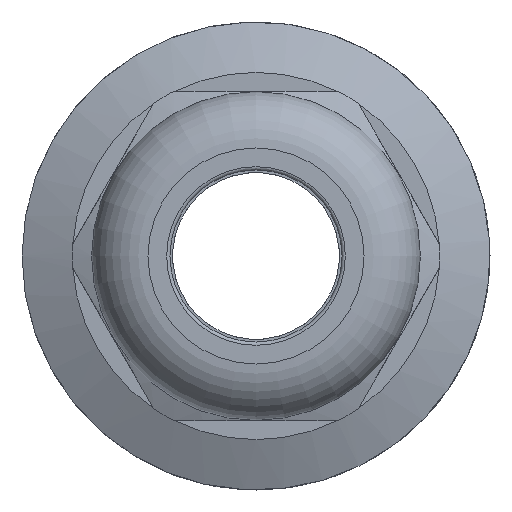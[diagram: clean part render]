
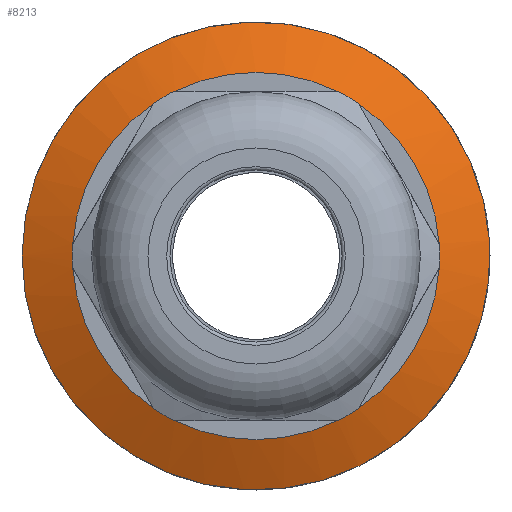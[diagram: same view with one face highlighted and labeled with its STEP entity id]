
A CAD part, left-side view. The second image highlights one B-rep face of the part: STEP entity #8213.
In plain terms, the highlighted conical face has half-angle 66.666 degrees and reference radius 12.67 mm.
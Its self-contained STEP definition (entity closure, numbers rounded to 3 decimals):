
#1699=FACE_BOUND('',#2338,.T.);
#1806=FACE_OUTER_BOUND('',#2337,.T.);
#2337=EDGE_LOOP('',(#5853,#5854,#5855,#5856,#5857,#5858,#5859,#5860,#5861,
#5862,#5863,#5864));
#2338=EDGE_LOOP('',(#5865));
#2889=CIRCLE('',#8834,11.14);
#2890=CIRCLE('',#8837,11.14);
#2891=CIRCLE('',#8840,11.14);
#2892=CIRCLE('',#8843,11.14);
#2893=CIRCLE('',#8846,11.14);
#2894=CIRCLE('',#8849,11.14);
#2896=CIRCLE('',#8852,11.14);
#2898=CIRCLE('',#8855,11.14);
#2900=CIRCLE('',#8858,11.14);
#2901=CIRCLE('',#8860,11.14);
#2903=CIRCLE('',#8863,11.14);
#2907=CIRCLE('',#8869,11.14);
#2908=CIRCLE('',#8871,14.2);
#3597=VERTEX_POINT('',#14315);
#3598=VERTEX_POINT('',#14317);
#3601=VERTEX_POINT('',#14328);
#3602=VERTEX_POINT('',#14330);
#3605=VERTEX_POINT('',#14341);
#3606=VERTEX_POINT('',#14343);
#3609=VERTEX_POINT('',#14354);
#3610=VERTEX_POINT('',#14356);
#3613=VERTEX_POINT('',#14367);
#3614=VERTEX_POINT('',#14369);
#3617=VERTEX_POINT('',#14380);
#3618=VERTEX_POINT('',#14382);
#3620=VERTEX_POINT('',#14409);
#4427=EDGE_CURVE('',#3598,#3597,#2889,.T.);
#4432=EDGE_CURVE('',#3602,#3601,#2890,.T.);
#4437=EDGE_CURVE('',#3606,#3605,#2891,.T.);
#4442=EDGE_CURVE('',#3610,#3609,#2892,.T.);
#4447=EDGE_CURVE('',#3614,#3613,#2893,.T.);
#4452=EDGE_CURVE('',#3618,#3617,#2894,.T.);
#4454=EDGE_CURVE('',#3597,#3614,#2896,.T.);
#4456=EDGE_CURVE('',#3601,#3610,#2898,.T.);
#4458=EDGE_CURVE('',#3605,#3618,#2900,.T.);
#4459=EDGE_CURVE('',#3609,#3606,#2901,.T.);
#4461=EDGE_CURVE('',#3613,#3602,#2903,.T.);
#4465=EDGE_CURVE('',#3617,#3598,#2907,.T.);
#4466=EDGE_CURVE('',#3620,#3620,#2908,.T.);
#5853=ORIENTED_EDGE('',*,*,#4461,.T.);
#5854=ORIENTED_EDGE('',*,*,#4432,.T.);
#5855=ORIENTED_EDGE('',*,*,#4456,.T.);
#5856=ORIENTED_EDGE('',*,*,#4442,.T.);
#5857=ORIENTED_EDGE('',*,*,#4459,.T.);
#5858=ORIENTED_EDGE('',*,*,#4437,.T.);
#5859=ORIENTED_EDGE('',*,*,#4458,.T.);
#5860=ORIENTED_EDGE('',*,*,#4452,.T.);
#5861=ORIENTED_EDGE('',*,*,#4465,.T.);
#5862=ORIENTED_EDGE('',*,*,#4427,.T.);
#5863=ORIENTED_EDGE('',*,*,#4454,.T.);
#5864=ORIENTED_EDGE('',*,*,#4447,.T.);
#5865=ORIENTED_EDGE('',*,*,#4466,.T.);
#8136=CONICAL_SURFACE('',#8870,12.67,66.666);
#8213=ADVANCED_FACE('',(#1806,#1699),#8136,.T.);
#8834=AXIS2_PLACEMENT_3D('',#14321,#9970,#9971);
#8837=AXIS2_PLACEMENT_3D('',#14334,#9979,#9980);
#8840=AXIS2_PLACEMENT_3D('',#14347,#9988,#9989);
#8843=AXIS2_PLACEMENT_3D('',#14360,#9997,#9998);
#8846=AXIS2_PLACEMENT_3D('',#14373,#10006,#10007);
#8849=AXIS2_PLACEMENT_3D('',#14386,#10015,#10016);
#8852=AXIS2_PLACEMENT_3D('',#14389,#10021,#10022);
#8855=AXIS2_PLACEMENT_3D('',#14392,#10027,#10028);
#8858=AXIS2_PLACEMENT_3D('',#14395,#10033,#10034);
#8860=AXIS2_PLACEMENT_3D('',#14397,#10037,#10038);
#8863=AXIS2_PLACEMENT_3D('',#14400,#10043,#10044);
#8869=AXIS2_PLACEMENT_3D('',#14407,#10055,#10056);
#8870=AXIS2_PLACEMENT_3D('',#14408,#10057,#10058);
#8871=AXIS2_PLACEMENT_3D('',#14410,#10059,#10060);
#9970=DIRECTION('center_axis',(1.,0.,0.));
#9971=DIRECTION('ref_axis',(0.,0.,-1.));
#9979=DIRECTION('center_axis',(1.,0.,0.));
#9980=DIRECTION('ref_axis',(0.,0.,-1.));
#9988=DIRECTION('center_axis',(1.,0.,0.));
#9989=DIRECTION('ref_axis',(0.,0.,-1.));
#9997=DIRECTION('center_axis',(1.,0.,0.));
#9998=DIRECTION('ref_axis',(0.,0.,-1.));
#10006=DIRECTION('center_axis',(1.,0.,0.));
#10007=DIRECTION('ref_axis',(0.,0.,-1.));
#10015=DIRECTION('center_axis',(1.,0.,0.));
#10016=DIRECTION('ref_axis',(0.,0.,-1.));
#10021=DIRECTION('center_axis',(1.,0.,0.));
#10022=DIRECTION('ref_axis',(0.,0.,-1.));
#10027=DIRECTION('center_axis',(1.,0.,0.));
#10028=DIRECTION('ref_axis',(0.,0.,-1.));
#10033=DIRECTION('center_axis',(1.,0.,0.));
#10034=DIRECTION('ref_axis',(0.,0.,-1.));
#10037=DIRECTION('center_axis',(1.,0.,0.));
#10038=DIRECTION('ref_axis',(0.,0.,-1.));
#10043=DIRECTION('center_axis',(1.,0.,0.));
#10044=DIRECTION('ref_axis',(0.,0.,-1.));
#10055=DIRECTION('center_axis',(1.,0.,0.));
#10056=DIRECTION('ref_axis',(0.,0.,-1.));
#10057=DIRECTION('center_axis',(1.,0.,0.));
#10058=DIRECTION('ref_axis',(0.,-1.,0.));
#10059=DIRECTION('center_axis',(-1.,0.,0.));
#10060=DIRECTION('ref_axis',(0.,-1.,0.));
#14315=CARTESIAN_POINT('',(-6.42,4.909,-10.));
#14317=CARTESIAN_POINT('',(-6.42,-4.909,-10.));
#14321=CARTESIAN_POINT('Origin',(-6.42,0.,0.));
#14328=CARTESIAN_POINT('',(-6.42,6.206,9.251));
#14330=CARTESIAN_POINT('',(-6.42,11.115,0.749));
#14334=CARTESIAN_POINT('Origin',(-6.42,0.,0.));
#14341=CARTESIAN_POINT('',(-6.42,-11.115,0.749));
#14343=CARTESIAN_POINT('',(-6.42,-6.206,9.251));
#14347=CARTESIAN_POINT('Origin',(-6.42,0.,0.));
#14354=CARTESIAN_POINT('',(-6.42,-4.909,10.));
#14356=CARTESIAN_POINT('',(-6.42,4.909,10.));
#14360=CARTESIAN_POINT('Origin',(-6.42,0.,0.));
#14367=CARTESIAN_POINT('',(-6.42,11.115,-0.749));
#14369=CARTESIAN_POINT('',(-6.42,6.206,-9.251));
#14373=CARTESIAN_POINT('Origin',(-6.42,0.,0.));
#14380=CARTESIAN_POINT('',(-6.42,-6.206,-9.251));
#14382=CARTESIAN_POINT('',(-6.42,-11.115,-0.749));
#14386=CARTESIAN_POINT('Origin',(-6.42,0.,0.));
#14389=CARTESIAN_POINT('Origin',(-6.42,0.,0.));
#14392=CARTESIAN_POINT('Origin',(-6.42,0.,0.));
#14395=CARTESIAN_POINT('Origin',(-6.42,0.,0.));
#14397=CARTESIAN_POINT('Origin',(-6.42,0.,0.));
#14400=CARTESIAN_POINT('Origin',(-6.42,0.,0.));
#14407=CARTESIAN_POINT('Origin',(-6.42,0.,0.));
#14408=CARTESIAN_POINT('Origin',(-5.76,0.,0.));
#14409=CARTESIAN_POINT('',(-5.1,14.2,0.));
#14410=CARTESIAN_POINT('Origin',(-5.1,0.,0.));
